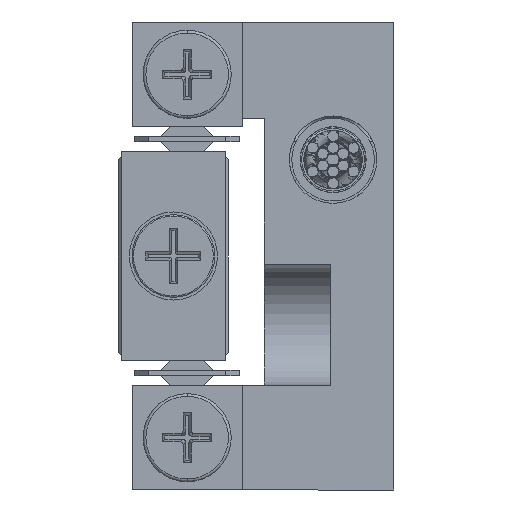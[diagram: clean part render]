
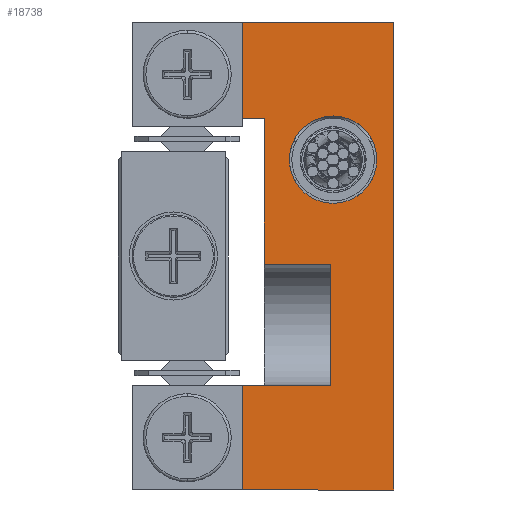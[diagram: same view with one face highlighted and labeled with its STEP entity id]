
A CAD part, left-side view. The second image highlights one B-rep face of the part: STEP entity #18738.
In plain terms, the highlighted planar face has unit normal (-1, 0, 0).
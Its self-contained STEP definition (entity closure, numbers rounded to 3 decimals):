
#147 = LINE ( 'NONE', #35210, #38649 ) ;
#688 = CARTESIAN_POINT ( 'NONE',  ( -10., 5.5, -4.9 ) ) ;
#886 = VERTEX_POINT ( 'NONE', #35704 ) ;
#898 = ORIENTED_EDGE ( 'NONE', *, *, #24218, .T. ) ;
#1282 = ORIENTED_EDGE ( 'NONE', *, *, #23720, .T. ) ;
#1316 = CARTESIAN_POINT ( 'NONE',  ( -10., 5.5, -10. ) ) ;
#1754 = EDGE_LOOP ( 'NONE', ( #9540, #51753 ) ) ;
#1886 = LINE ( 'NONE', #1316, #49260 ) ;
#2522 = EDGE_CURVE ( 'NONE', #36398, #886, #46952, .T. ) ;
#2783 = EDGE_CURVE ( 'NONE', #36398, #38872, #8721, .T. ) ;
#4768 = CARTESIAN_POINT ( 'NONE',  ( -10., 5.5, -8.7 ) ) ;
#5238 = AXIS2_PLACEMENT_3D ( 'NONE', #7042, #38039, #42087 ) ;
#5698 = VERTEX_POINT ( 'NONE', #39581 ) ;
#7042 = CARTESIAN_POINT ( 'NONE',  ( -10., 2.2, 3.3 ) ) ;
#7065 = ORIENTED_EDGE ( 'NONE', *, *, #27718, .T. ) ;
#7685 = LINE ( 'NONE', #11442, #33198 ) ;
#7757 = LINE ( 'NONE', #38468, #13816 ) ;
#8399 = EDGE_CURVE ( 'NONE', #29107, #44602, #7757, .T. ) ;
#8721 = LINE ( 'NONE', #4768, #29613 ) ;
#9540 = ORIENTED_EDGE ( 'NONE', *, *, #40926, .F. ) ;
#10331 = EDGE_CURVE ( 'NONE', #38872, #35871, #21307, .T. ) ;
#10373 = ORIENTED_EDGE ( 'NONE', *, *, #2522, .F. ) ;
#10797 = VERTEX_POINT ( 'NONE', #16369 ) ;
#11128 = DIRECTION ( 'NONE',  ( 0., 0., 1. ) ) ;
#11442 = CARTESIAN_POINT ( 'NONE',  ( -10., 4.7, 4.8 ) ) ;
#11771 = VERTEX_POINT ( 'NONE', #22840 ) ;
#12097 = ORIENTED_EDGE ( 'NONE', *, *, #26377, .T. ) ;
#13331 = CARTESIAN_POINT ( 'NONE',  ( -10., 2.3, -0.5 ) ) ;
#13816 = VECTOR ( 'NONE', #38758, 1000. ) ;
#15456 = CARTESIAN_POINT ( 'NONE',  ( -10., 2.3, -4.9 ) ) ;
#15525 = VECTOR ( 'NONE', #36889, 1000. ) ;
#15995 = DIRECTION ( 'NONE',  ( 0., 0., -1. ) ) ;
#16369 = CARTESIAN_POINT ( 'NONE',  ( -10., 2.2, 4.887 ) ) ;
#16668 = VECTOR ( 'NONE', #29008, 1000. ) ;
#18642 = LINE ( 'NONE', #688, #15525 ) ;
#18738 = ADVANCED_FACE ( 'NONE', ( #38028, #24147 ), #38312, .F. ) ;
#20338 = ORIENTED_EDGE ( 'NONE', *, *, #8399, .F. ) ;
#20937 = CIRCLE ( 'NONE', #5238, 1.587 ) ;
#21307 = LINE ( 'NONE', #25359, #23618 ) ;
#22840 = CARTESIAN_POINT ( 'NONE',  ( -10., 4.7, 4.8 ) ) ;
#23618 = VECTOR ( 'NONE', #48214, 1000. ) ;
#23720 = EDGE_CURVE ( 'NONE', #11771, #44602, #7685, .T. ) ;
#23885 = DIRECTION ( 'NONE',  ( 0., 0., 1. ) ) ;
#24147 = FACE_OUTER_BOUND ( 'NONE', #47308, .T. ) ;
#24218 = EDGE_CURVE ( 'NONE', #35871, #30758, #147, .T. ) ;
#24238 = LINE ( 'NONE', #46236, #43308 ) ;
#25359 = CARTESIAN_POINT ( 'NONE',  ( -10., 0., -10. ) ) ;
#26377 = EDGE_CURVE ( 'NONE', #41311, #886, #18642, .T. ) ;
#26671 = VECTOR ( 'NONE', #50731, 1000. ) ;
#26863 = EDGE_CURVE ( 'NONE', #29107, #41311, #46124, .T. ) ;
#27054 = DIRECTION ( 'NONE',  ( 0., -1., 0. ) ) ;
#27718 = EDGE_CURVE ( 'NONE', #5698, #11771, #24238, .T. ) ;
#28221 = DIRECTION ( 'NONE',  ( -1., 0., 0. ) ) ;
#29008 = DIRECTION ( 'NONE',  ( 0., 0., 1. ) ) ;
#29107 = VERTEX_POINT ( 'NONE', #13331 ) ;
#29613 = VECTOR ( 'NONE', #27054, 1000. ) ;
#30758 = VERTEX_POINT ( 'NONE', #44188 ) ;
#31434 = DIRECTION ( 'NONE',  ( 0., 1., 0. ) ) ;
#33044 = ORIENTED_EDGE ( 'NONE', *, *, #26863, .T. ) ;
#33101 = CARTESIAN_POINT ( 'NONE',  ( -10., 2.3, -10. ) ) ;
#33198 = VECTOR ( 'NONE', #34625, 1000. ) ;
#33604 = VERTEX_POINT ( 'NONE', #44477 ) ;
#34380 = ORIENTED_EDGE ( 'NONE', *, *, #2783, .T. ) ;
#34625 = DIRECTION ( 'NONE',  ( 0., 0., -1. ) ) ;
#35210 = CARTESIAN_POINT ( 'NONE',  ( -10., 5.5, 8.3 ) ) ;
#35704 = CARTESIAN_POINT ( 'NONE',  ( -10., 5.5, -4.9 ) ) ;
#35759 = EDGE_CURVE ( 'NONE', #5698, #30758, #1886, .T. ) ;
#35871 = VERTEX_POINT ( 'NONE', #37226 ) ;
#36398 = VERTEX_POINT ( 'NONE', #42694 ) ;
#36889 = DIRECTION ( 'NONE',  ( 0., 1., 0. ) ) ;
#37226 = CARTESIAN_POINT ( 'NONE',  ( -10., 0., 8.3 ) ) ;
#38028 = FACE_BOUND ( 'NONE', #1754, .T. ) ;
#38039 = DIRECTION ( 'NONE',  ( -1., 0., 0. ) ) ;
#38178 = AXIS2_PLACEMENT_3D ( 'NONE', #54243, #28221, #23885 ) ;
#38312 = PLANE ( 'NONE',  #43264 ) ;
#38468 = CARTESIAN_POINT ( 'NONE',  ( -10., -2.533, -0.5 ) ) ;
#38649 = VECTOR ( 'NONE', #31434, 1000. ) ;
#38758 = DIRECTION ( 'NONE',  ( 0., 1., 0. ) ) ;
#38861 = CARTESIAN_POINT ( 'NONE',  ( -10., 4.7, -0.5 ) ) ;
#38872 = VERTEX_POINT ( 'NONE', #53864 ) ;
#39581 = CARTESIAN_POINT ( 'NONE',  ( -10., 5.5, 4.8 ) ) ;
#40926 = EDGE_CURVE ( 'NONE', #10797, #33604, #43718, .T. ) ;
#41311 = VERTEX_POINT ( 'NONE', #15456 ) ;
#42077 = DIRECTION ( 'NONE',  ( 1., 0., 0. ) ) ;
#42087 = DIRECTION ( 'NONE',  ( 0., 0., 1. ) ) ;
#42649 = CARTESIAN_POINT ( 'NONE',  ( -10., 5.5, -10. ) ) ;
#42694 = CARTESIAN_POINT ( 'NONE',  ( -10., 5.5, -8.7 ) ) ;
#43180 = CARTESIAN_POINT ( 'NONE',  ( -10., 5.5, -10. ) ) ;
#43264 = AXIS2_PLACEMENT_3D ( 'NONE', #42649, #42077, #15995 ) ;
#43308 = VECTOR ( 'NONE', #51399, 1000. ) ;
#43718 = CIRCLE ( 'NONE', #38178, 1.587 ) ;
#44188 = CARTESIAN_POINT ( 'NONE',  ( -10., 5.5, 8.3 ) ) ;
#44477 = CARTESIAN_POINT ( 'NONE',  ( -10., 2.2, 1.712 ) ) ;
#44602 = VERTEX_POINT ( 'NONE', #38861 ) ;
#46124 = LINE ( 'NONE', #33101, #26671 ) ;
#46236 = CARTESIAN_POINT ( 'NONE',  ( -10., 5.5, 4.8 ) ) ;
#46952 = LINE ( 'NONE', #43180, #16668 ) ;
#47308 = EDGE_LOOP ( 'NONE', ( #10373, #34380, #51967, #898, #56619, #7065, #1282, #20338, #33044, #12097 ) ) ;
#48214 = DIRECTION ( 'NONE',  ( 0., 0., 1. ) ) ;
#49260 = VECTOR ( 'NONE', #11128, 1000. ) ;
#50158 = EDGE_CURVE ( 'NONE', #33604, #10797, #20937, .T. ) ;
#50731 = DIRECTION ( 'NONE',  ( 0., 0., -1. ) ) ;
#51399 = DIRECTION ( 'NONE',  ( 0., -1., 0. ) ) ;
#51753 = ORIENTED_EDGE ( 'NONE', *, *, #50158, .F. ) ;
#51967 = ORIENTED_EDGE ( 'NONE', *, *, #10331, .T. ) ;
#53864 = CARTESIAN_POINT ( 'NONE',  ( -10., 0., -8.7 ) ) ;
#54243 = CARTESIAN_POINT ( 'NONE',  ( -10., 2.2, 3.3 ) ) ;
#56619 = ORIENTED_EDGE ( 'NONE', *, *, #35759, .F. ) ;
